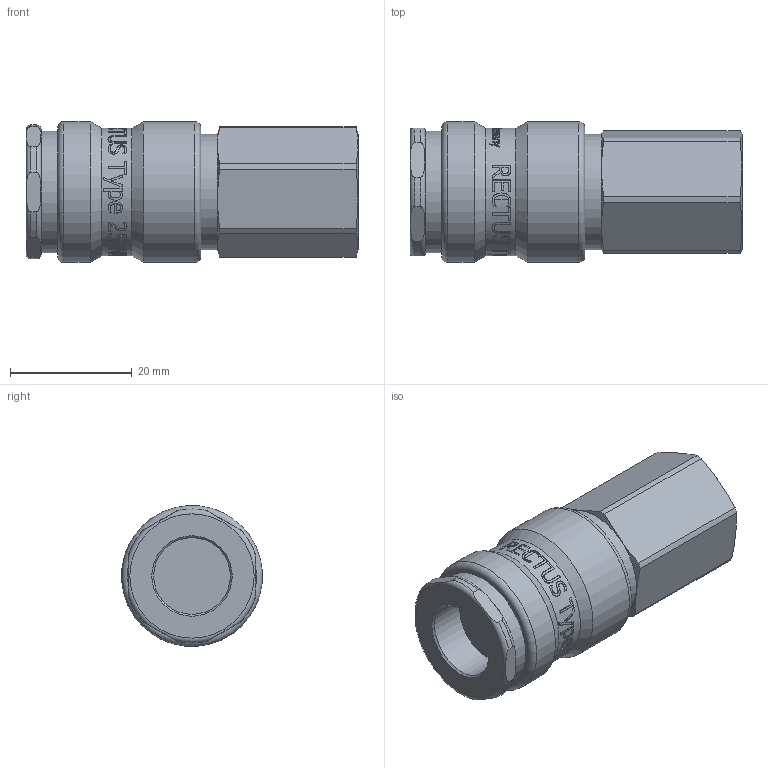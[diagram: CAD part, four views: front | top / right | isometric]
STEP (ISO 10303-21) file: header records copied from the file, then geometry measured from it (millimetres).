
FILE_DESCRIPTION(/* description */ ('25KAIW17BPX0-45160'),/* implementation_level */ '2;1');
FILE_NAME(/* name */ '25kbiw17bpn0.stp',/* time_stamp */ '2020-08-19T14:15:03+02:00',/* author */ ('IA176480'),/* organization */ (''),/* preprocessor_version */ 'ST-DEVELOPER v17.2',/* originating_system */ 'Autodesk Inventor 2019',/* authorisation */ '');
FILE_SCHEMA (('CONFIG_CONTROL_DESIGN'));
Products named in the file (1): D106611
Bounding box: 54.5 x 23.1 x 23.1 mm (x, y, z)
Volume: 15342.2 mm3; surface area: 8414.8 mm2
Topology: 2 solids, 3 shells, 738 faces, 2039 edges, 1366 vertices
Faces by surface type: bspline 374, plane 251, cylinder 87, cone 21, torus 5
Full cylindrical faces by diameter (mm): 12.6 x1, 14.95 x1, 15.117 x1, 15.3 x1, 16 x2, 17.25 x1, 18.95 x1, 19.35 x1, 20 x1, 20.05 x1, 21 x1, 23.15 x2
Entity records: 115595 total; most frequent: CARTESIAN_POINT 98864, ORIENTED_EDGE 4078, EDGE_CURVE 2039, DIRECTION 1976, VERTEX_POINT 1366, B_SPLINE_CURVE_WITH_KNOTS 1008, EDGE_LOOP 801, LINE 778
